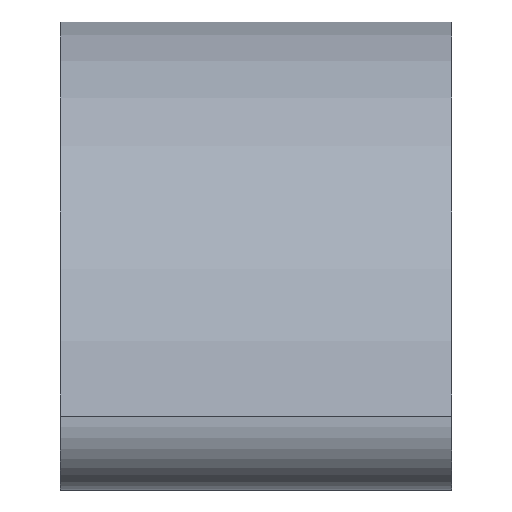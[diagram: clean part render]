
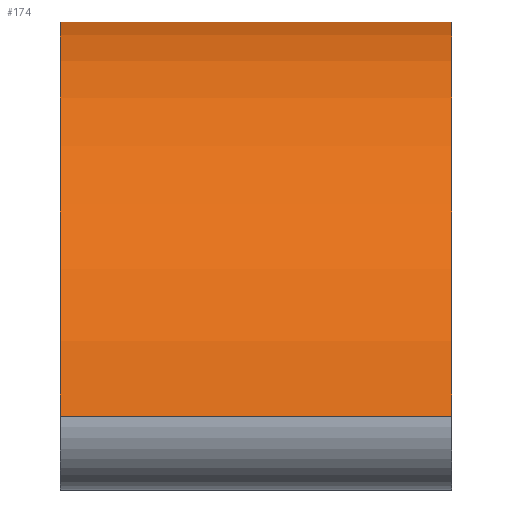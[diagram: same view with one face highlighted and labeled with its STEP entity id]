
A CAD part, left-side view. The second image highlights one B-rep face of the part: STEP entity #174.
In plain terms, the highlighted cylindrical face has radius 140 mm (diameter 280 mm), a partial arc.
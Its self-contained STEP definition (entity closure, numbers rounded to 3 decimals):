
#3 = DIRECTION ( 'NONE',  ( 0., -1., 0. ) ) ;
#39 = CARTESIAN_POINT ( 'NONE',  ( -138.75, 0., 18.667 ) ) ;
#49 = VERTEX_POINT ( 'NONE', #39 ) ;
#50 = VECTOR ( 'NONE', #259, 1000. ) ;
#68 = DIRECTION ( 'NONE',  ( 0., 1., 0. ) ) ;
#70 = DIRECTION ( 'NONE',  ( 0., 0., 1. ) ) ;
#71 = DIRECTION ( 'NONE',  ( 0., 0., 1. ) ) ;
#72 = LINE ( 'NONE', #123, #50 ) ;
#78 = DIRECTION ( 'NONE',  ( 0., -1., 0. ) ) ;
#82 = CIRCLE ( 'NONE', #266, 140. ) ;
#86 = CARTESIAN_POINT ( 'NONE',  ( 138.75, 0., 18.667 ) ) ;
#100 = EDGE_CURVE ( 'NONE', #347, #207, #72, .T. ) ;
#101 = CARTESIAN_POINT ( 'NONE',  ( 0., 120., 0. ) ) ;
#104 = FACE_OUTER_BOUND ( 'NONE', #256, .T. ) ;
#117 = VECTOR ( 'NONE', #3, 1000. ) ;
#123 = CARTESIAN_POINT ( 'NONE',  ( 138.75, 120., 18.667 ) ) ;
#134 = ORIENTED_EDGE ( 'NONE', *, *, #349, .T. ) ;
#154 = VERTEX_POINT ( 'NONE', #269 ) ;
#156 = DIRECTION ( 'NONE',  ( 0., 1., 0. ) ) ;
#159 = CYLINDRICAL_SURFACE ( 'NONE', #214, 140. ) ;
#167 = CARTESIAN_POINT ( 'NONE',  ( -138.75, 120., 18.667 ) ) ;
#169 = ORIENTED_EDGE ( 'NONE', *, *, #100, .F. ) ;
#174 = ADVANCED_FACE ( 'NONE', ( #104 ), #159, .T. ) ;
#180 = EDGE_CURVE ( 'NONE', #154, #49, #334, .T. ) ;
#185 = CARTESIAN_POINT ( 'NONE',  ( 138.75, 120., 18.667 ) ) ;
#206 = AXIS2_PLACEMENT_3D ( 'NONE', #213, #68, #70 ) ;
#207 = VERTEX_POINT ( 'NONE', #86 ) ;
#213 = CARTESIAN_POINT ( 'NONE',  ( 0., 0., 0. ) ) ;
#214 = AXIS2_PLACEMENT_3D ( 'NONE', #330, #78, #271 ) ;
#221 = ORIENTED_EDGE ( 'NONE', *, *, #295, .F. ) ;
#231 = CIRCLE ( 'NONE', #206, 140. ) ;
#256 = EDGE_LOOP ( 'NONE', ( #134, #169, #221, #279 ) ) ;
#259 = DIRECTION ( 'NONE',  ( 0., -1., 0. ) ) ;
#266 = AXIS2_PLACEMENT_3D ( 'NONE', #101, #156, #71 ) ;
#269 = CARTESIAN_POINT ( 'NONE',  ( -138.75, 120., 18.667 ) ) ;
#271 = DIRECTION ( 'NONE',  ( 0., 0., -1. ) ) ;
#279 = ORIENTED_EDGE ( 'NONE', *, *, #180, .T. ) ;
#295 = EDGE_CURVE ( 'NONE', #154, #347, #82, .T. ) ;
#330 = CARTESIAN_POINT ( 'NONE',  ( 0., 120., 0. ) ) ;
#334 = LINE ( 'NONE', #167, #117 ) ;
#347 = VERTEX_POINT ( 'NONE', #185 ) ;
#349 = EDGE_CURVE ( 'NONE', #49, #207, #231, .T. ) ;
